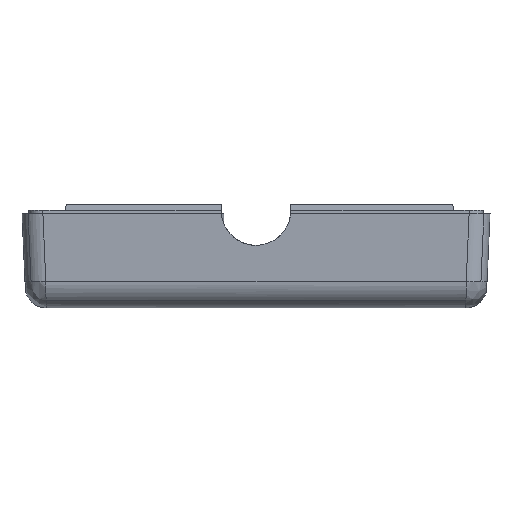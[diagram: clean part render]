
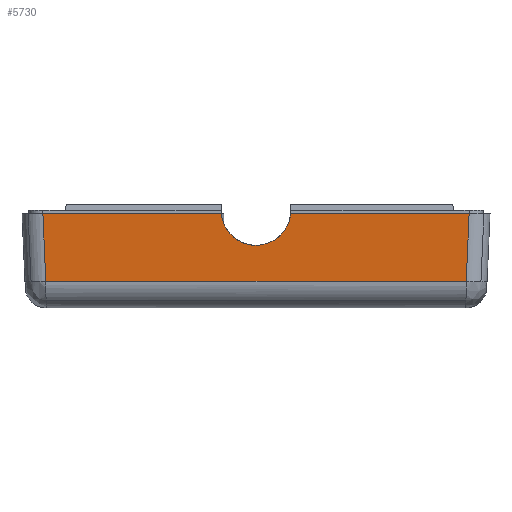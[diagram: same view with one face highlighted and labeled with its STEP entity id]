
A CAD part, left-side view. The second image highlights one B-rep face of the part: STEP entity #5730.
In plain terms, the highlighted planar face has unit normal (-0.999, 0, -0.044).
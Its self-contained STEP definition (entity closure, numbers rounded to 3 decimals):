
#49 = CARTESIAN_POINT ( 'NONE',  ( -32.892, -2.702, 8.986 ) ) ;
#148 = EDGE_CURVE ( 'NONE', #1506, #5341, #776, .T. ) ;
#266 = LINE ( 'NONE', #867, #517 ) ;
#330 = ORIENTED_EDGE ( 'NONE', *, *, #3590, .F. ) ;
#426 = DIRECTION ( 'NONE',  ( 0., 1., 0. ) ) ;
#502 = CARTESIAN_POINT ( 'NONE',  ( -33.089, 30.592, 13.5 ) ) ;
#517 = VECTOR ( 'NONE', #426, 1000. ) ;
#745 = CARTESIAN_POINT ( 'NONE',  ( -32.5, -33., 0. ) ) ;
#776 = LINE ( 'NONE', #1181, #4301 ) ;
#784 = CARTESIAN_POINT ( 'NONE',  ( -33.089, -4.975, 13.5 ) ) ;
#786 = ORIENTED_EDGE ( 'NONE', *, *, #5829, .F. ) ;
#867 = CARTESIAN_POINT ( 'NONE',  ( -33.089, -16.579, 13.5 ) ) ;
#1086 = CARTESIAN_POINT ( 'NONE',  ( -32.972, 4.706, 10.804 ) ) ;
#1181 = CARTESIAN_POINT ( 'NONE',  ( -33.089, -16.579, 13.5 ) ) ;
#1224 = EDGE_CURVE ( 'NONE', #5611, #2160, #1347, .T. ) ;
#1347 = LINE ( 'NONE', #2326, #2870 ) ;
#1439 = CARTESIAN_POINT ( 'NONE',  ( -32.892, 2.702, 8.986 ) ) ;
#1506 = VERTEX_POINT ( 'NONE', #1685 ) ;
#1529 = CARTESIAN_POINT ( 'NONE',  ( -33.089, 4.975, 13.5 ) ) ;
#1531 = ORIENTED_EDGE ( 'NONE', *, *, #148, .T. ) ;
#1591 = CARTESIAN_POINT ( 'NONE',  ( -32.667, 30.17, 3.826 ) ) ;
#1685 = CARTESIAN_POINT ( 'NONE',  ( -33.089, -30.592, 13.5 ) ) ;
#1697 = VERTEX_POINT ( 'NONE', #5463 ) ;
#1700 =( BOUNDED_CURVE ( )  B_SPLINE_CURVE ( 3, ( #2508, #49, #5416, #5384 ),
 .UNSPECIFIED., .F., .T. ) 
 B_SPLINE_CURVE_WITH_KNOTS ( ( 4, 4 ),
 ( 3.142, 4.613 ),
 .UNSPECIFIED. ) 
 CURVE ( )  GEOMETRIC_REPRESENTATION_ITEM ( )  RATIONAL_B_SPLINE_CURVE ( ( 1., 0.828, 0.828, 1. ) ) 
 REPRESENTATION_ITEM ( '' )  );
#1858 = EDGE_CURVE ( 'NONE', #1506, #1697, #2241, .T. ) ;
#1931 = VECTOR ( 'NONE', #4929, 1000. ) ;
#2160 = VERTEX_POINT ( 'NONE', #502 ) ;
#2186 = ORIENTED_EDGE ( 'NONE', *, *, #3839, .T. ) ;
#2225 = PLANE ( 'NONE',  #5254 ) ;
#2241 = LINE ( 'NONE', #2623, #5402 ) ;
#2261 = DIRECTION ( 'NONE',  ( -0.044, 0., 0.999 ) ) ;
#2326 = CARTESIAN_POINT ( 'NONE',  ( -32.443, 29.946, -1.305 ) ) ;
#2508 = CARTESIAN_POINT ( 'NONE',  ( -32.892, 0., 8.986 ) ) ;
#2623 = CARTESIAN_POINT ( 'NONE',  ( -32.444, -29.947, -1.283 ) ) ;
#2657 = DIRECTION ( 'NONE',  ( 0.044, 0.044, -0.998 ) ) ;
#2831 = EDGE_LOOP ( 'NONE', ( #330, #2186, #3204, #4021, #5456, #1531, #786 ) ) ;
#2870 = VECTOR ( 'NONE', #4280, 1000. ) ;
#3204 = ORIENTED_EDGE ( 'NONE', *, *, #1224, .F. ) ;
#3508 = CARTESIAN_POINT ( 'NONE',  ( -32.892, 0., 8.986 ) ) ;
#3538 = CARTESIAN_POINT ( 'NONE',  ( -33.089, 4.975, 13.5 ) ) ;
#3590 = EDGE_CURVE ( 'NONE', #3799, #5921, #4949, .T. ) ;
#3799 = VERTEX_POINT ( 'NONE', #3538 ) ;
#3839 = EDGE_CURVE ( 'NONE', #3799, #2160, #266, .T. ) ;
#3950 = CARTESIAN_POINT ( 'NONE',  ( -32.667, -16.5, 3.826 ) ) ;
#4016 = EDGE_CURVE ( 'NONE', #1697, #5611, #5381, .T. ) ;
#4021 = ORIENTED_EDGE ( 'NONE', *, *, #4016, .F. ) ;
#4280 = DIRECTION ( 'NONE',  ( -0.044, 0.044, 0.998 ) ) ;
#4301 = VECTOR ( 'NONE', #5613, 1000. ) ;
#4929 = DIRECTION ( 'NONE',  ( 0., 1., 0. ) ) ;
#4949 =( BOUNDED_CURVE ( )  B_SPLINE_CURVE ( 3, ( #1529, #1086, #1439, #5388 ),
 .UNSPECIFIED., .F., .F. ) 
 B_SPLINE_CURVE_WITH_KNOTS ( ( 4, 4 ),
 ( 1.671, 3.142 ),
 .UNSPECIFIED. ) 
 CURVE ( )  GEOMETRIC_REPRESENTATION_ITEM ( )  RATIONAL_B_SPLINE_CURVE ( ( 1., 0.828, 0.828, 1. ) ) 
 REPRESENTATION_ITEM ( '' )  );
#5065 = FACE_OUTER_BOUND ( 'NONE', #2831, .T. ) ;
#5254 = AXIS2_PLACEMENT_3D ( 'NONE', #745, #5549, #2261 ) ;
#5341 = VERTEX_POINT ( 'NONE', #784 ) ;
#5381 = LINE ( 'NONE', #3950, #1931 ) ;
#5384 = CARTESIAN_POINT ( 'NONE',  ( -33.089, -4.975, 13.5 ) ) ;
#5388 = CARTESIAN_POINT ( 'NONE',  ( -32.892, 0., 8.986 ) ) ;
#5402 = VECTOR ( 'NONE', #2657, 1000. ) ;
#5416 = CARTESIAN_POINT ( 'NONE',  ( -32.972, -4.706, 10.804 ) ) ;
#5456 = ORIENTED_EDGE ( 'NONE', *, *, #1858, .F. ) ;
#5463 = CARTESIAN_POINT ( 'NONE',  ( -32.667, -30.17, 3.826 ) ) ;
#5549 = DIRECTION ( 'NONE',  ( -0.999, 0., -0.044 ) ) ;
#5611 = VERTEX_POINT ( 'NONE', #1591 ) ;
#5613 = DIRECTION ( 'NONE',  ( 0., 1., 0. ) ) ;
#5730 = ADVANCED_FACE ( 'NONE', ( #5065 ), #2225, .T. ) ;
#5829 = EDGE_CURVE ( 'NONE', #5921, #5341, #1700, .T. ) ;
#5921 = VERTEX_POINT ( 'NONE', #3508 ) ;
